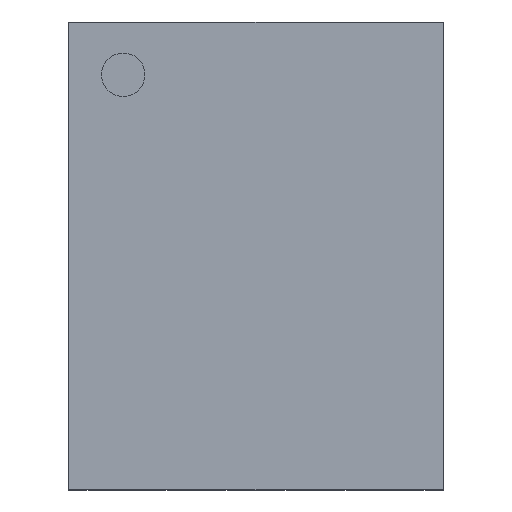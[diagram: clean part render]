
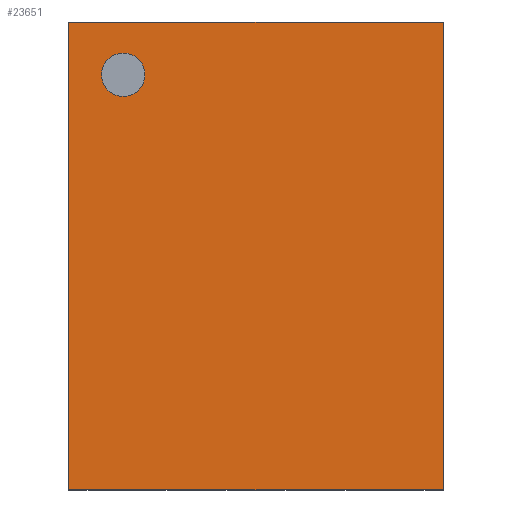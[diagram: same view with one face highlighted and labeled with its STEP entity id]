
A CAD part, top view. The second image highlights one B-rep face of the part: STEP entity #23651.
In plain terms, the highlighted planar face has unit normal (0, 0, 1).
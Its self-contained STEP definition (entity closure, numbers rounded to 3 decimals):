
#235 = LINE ( 'NONE', #19051, #40934 ) ;
#898 = DIRECTION ( 'NONE',  ( 0., 0., 1. ) ) ;
#1399 = VERTEX_POINT ( 'NONE', #23336 ) ;
#4096 = DIRECTION ( 'NONE',  ( -1., 0., 0. ) ) ;
#4649 = PLANE ( 'NONE',  #47552 ) ;
#4819 = EDGE_CURVE ( 'NONE', #21665, #49997, #25092, .T. ) ;
#5433 = CARTESIAN_POINT ( 'NONE',  ( 314.749, 196.549, 0.626 ) ) ;
#5567 = CARTESIAN_POINT ( 'NONE',  ( 313.936, 197.113, 0.626 ) ) ;
#6063 = CARTESIAN_POINT ( 'NONE',  ( 317.936, 197.113, 0.626 ) ) ;
#7849 = FACE_BOUND ( 'NONE', #11934, .T. ) ;
#8421 = AXIS2_PLACEMENT_3D ( 'NONE', #48834, #898, #28920 ) ;
#9571 = ORIENTED_EDGE ( 'NONE', *, *, #4819, .F. ) ;
#10844 = ORIENTED_EDGE ( 'NONE', *, *, #17445, .F. ) ;
#11620 = ORIENTED_EDGE ( 'NONE', *, *, #15885, .F. ) ;
#11934 = EDGE_LOOP ( 'NONE', ( #11620, #9571 ) ) ;
#12353 = DIRECTION ( 'NONE',  ( 0., 0., -1. ) ) ;
#12702 = DIRECTION ( 'NONE',  ( -1., 0., 0. ) ) ;
#13108 = DIRECTION ( 'NONE',  ( 0., 1., 0. ) ) ;
#14052 = VECTOR ( 'NONE', #43433, 1000. ) ;
#15209 = DIRECTION ( 'NONE',  ( 1., 0., 0. ) ) ;
#15339 = DIRECTION ( 'NONE',  ( 0., -1., 0. ) ) ;
#15807 = CARTESIAN_POINT ( 'NONE',  ( 0., 192.113, 0.626 ) ) ;
#15885 = EDGE_CURVE ( 'NONE', #49997, #21665, #40404, .T. ) ;
#16434 = EDGE_CURVE ( 'NONE', #1399, #37972, #20366, .T. ) ;
#17445 = EDGE_CURVE ( 'NONE', #37972, #41757, #21450, .T. ) ;
#19051 = CARTESIAN_POINT ( 'NONE',  ( 0., 197.113, 0.626 ) ) ;
#19176 = FACE_OUTER_BOUND ( 'NONE', #26372, .T. ) ;
#19717 = CARTESIAN_POINT ( 'NONE',  ( 317.936, 0., 0.626 ) ) ;
#19727 = DIRECTION ( 'NONE',  ( 0., 0., 1. ) ) ;
#20366 = LINE ( 'NONE', #15807, #14052 ) ;
#21450 = LINE ( 'NONE', #37046, #32684 ) ;
#21665 = VERTEX_POINT ( 'NONE', #5433 ) ;
#23336 = CARTESIAN_POINT ( 'NONE',  ( 317.936, 192.113, 0.626 ) ) ;
#23651 = ADVANCED_FACE ( 'NONE', ( #7849, #19176 ), #4649, .F. ) ;
#24086 = EDGE_CURVE ( 'NONE', #29950, #1399, #51625, .T. ) ;
#25092 = CIRCLE ( 'NONE', #8421, 0.232 ) ;
#26372 = EDGE_LOOP ( 'NONE', ( #10844, #45646, #51439, #49420 ) ) ;
#28042 = CARTESIAN_POINT ( 'NONE',  ( 313.936, 192.113, 0.626 ) ) ;
#28920 = DIRECTION ( 'NONE',  ( -1., 0., 0. ) ) ;
#29950 = VERTEX_POINT ( 'NONE', #6063 ) ;
#32684 = VECTOR ( 'NONE', #13108, 1000. ) ;
#33833 = AXIS2_PLACEMENT_3D ( 'NONE', #48343, #19727, #4096 ) ;
#36652 = CARTESIAN_POINT ( 'NONE',  ( 0., 0., 0.626 ) ) ;
#37046 = CARTESIAN_POINT ( 'NONE',  ( 313.936, 0., 0.626 ) ) ;
#37972 = VERTEX_POINT ( 'NONE', #28042 ) ;
#38465 = VECTOR ( 'NONE', #15339, 1000. ) ;
#40404 = CIRCLE ( 'NONE', #33833, 0.232 ) ;
#40934 = VECTOR ( 'NONE', #15209, 1000. ) ;
#41757 = VERTEX_POINT ( 'NONE', #5567 ) ;
#43433 = DIRECTION ( 'NONE',  ( -1., 0., 0. ) ) ;
#45646 = ORIENTED_EDGE ( 'NONE', *, *, #16434, .F. ) ;
#47482 = EDGE_CURVE ( 'NONE', #41757, #29950, #235, .T. ) ;
#47552 = AXIS2_PLACEMENT_3D ( 'NONE', #36652, #12353, #12702 ) ;
#48324 = CARTESIAN_POINT ( 'NONE',  ( 314.285, 196.549, 0.626 ) ) ;
#48343 = CARTESIAN_POINT ( 'NONE',  ( 314.517, 196.549, 0.626 ) ) ;
#48834 = CARTESIAN_POINT ( 'NONE',  ( 314.517, 196.549, 0.626 ) ) ;
#49420 = ORIENTED_EDGE ( 'NONE', *, *, #47482, .F. ) ;
#49997 = VERTEX_POINT ( 'NONE', #48324 ) ;
#51439 = ORIENTED_EDGE ( 'NONE', *, *, #24086, .F. ) ;
#51625 = LINE ( 'NONE', #19717, #38465 ) ;
